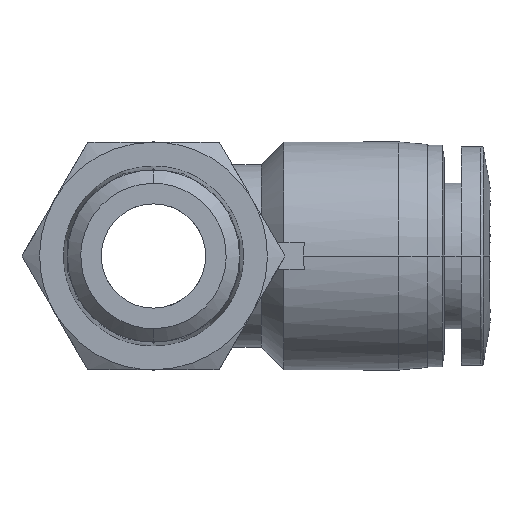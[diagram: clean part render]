
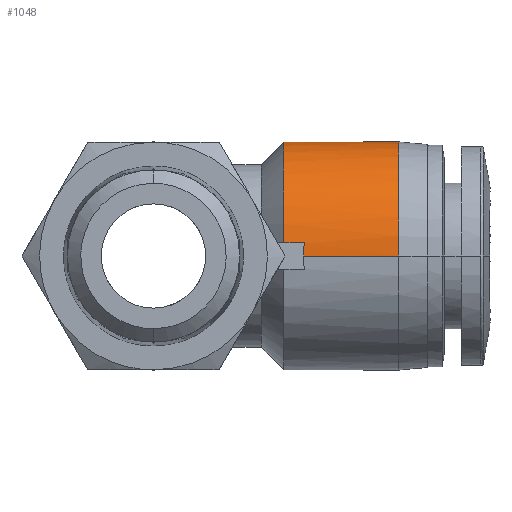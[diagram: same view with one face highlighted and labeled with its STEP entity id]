
A CAD part, front view. The second image highlights one B-rep face of the part: STEP entity #1048.
In plain terms, the highlighted cylindrical face has radius 8.75 mm (diameter 17.5 mm), a partial arc.
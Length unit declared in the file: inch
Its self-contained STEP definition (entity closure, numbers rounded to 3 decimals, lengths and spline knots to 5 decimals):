
#26 = CARTESIAN_POINT ( 'NONE',  ( 0.46486, 1.01152, 0.03937 ) ) ;
#27 = LINE ( 'NONE', #2413, #5274 ) ;
#111 = CARTESIAN_POINT ( 'NONE',  ( 0.3937, 0.32706, 0.03937 ) ) ;
#136 = CARTESIAN_POINT ( 'NONE',  ( 0.74016, 0.3248, 0. ) ) ;
#205 = EDGE_CURVE ( 'NONE', #5313, #706, #3553, .T. ) ;
#222 = AXIS2_PLACEMENT_3D ( 'NONE', #1844, #480, #8523 ) ;
#480 = DIRECTION ( 'NONE',  ( 1., 0., 0. ) ) ;
#706 = VERTEX_POINT ( 'NONE', #26 ) ;
#788 = CARTESIAN_POINT ( 'NONE',  ( 0.45501, 0.32706, 0.03937 ) ) ;
#853 = EDGE_CURVE ( 'NONE', #5231, #1995, #4362, .T. ) ;
#898 = CARTESIAN_POINT ( 'NONE',  ( 0.45275, 0.3248, 0. ) ) ;
#1048 = ADVANCED_FACE ( 'NONE', ( #5435 ), #7364, .T. ) ;
#1279 = CARTESIAN_POINT ( 'NONE',  ( 0.4535, 0.32555, 0.02625 ) ) ;
#1330 = LINE ( 'NONE', #1752, #2832 ) ;
#1354 = DIRECTION ( 'NONE',  ( -1., 0., 0. ) ) ;
#1601 = AXIS2_PLACEMENT_3D ( 'NONE', #6718, #2757, #7392 ) ;
#1640 = LINE ( 'NONE', #2396, #3174 ) ;
#1651 = AXIS2_PLACEMENT_3D ( 'NONE', #5275, #1354, #5935 ) ;
#1741 = DIRECTION ( 'NONE',  ( 1., 0., 0. ) ) ;
#1752 = CARTESIAN_POINT ( 'NONE',  ( 0.56693, 1.01378, 0. ) ) ;
#1844 = CARTESIAN_POINT ( 'NONE',  ( 0.56693, 0.66929, 0. ) ) ;
#1882 = VECTOR ( 'NONE', #1741, 39.37008 ) ;
#1995 = VERTEX_POINT ( 'NONE', #3897 ) ;
#2396 = CARTESIAN_POINT ( 'NONE',  ( 0.56693, 0.3248, 0. ) ) ;
#2405 = DIRECTION ( 'NONE',  ( 1., 0., 0. ) ) ;
#2413 = CARTESIAN_POINT ( 'NONE',  ( 0.56693, 1.01152, 0.03937 ) ) ;
#2545 = EDGE_LOOP ( 'NONE', ( #3135, #6063, #3081, #5307, #6898, #3752, #6774, #7993 ) ) ;
#2563 = EDGE_CURVE ( 'NONE', #5313, #5542, #1330, .T. ) ;
#2644 = CARTESIAN_POINT ( 'NONE',  ( 0.45275, 0.3248, 0.01312 ) ) ;
#2757 = DIRECTION ( 'NONE',  ( -1., 0., 0. ) ) ;
#2832 = VECTOR ( 'NONE', #2405, 39.37008 ) ;
#2841 = CIRCLE ( 'NONE', #1651, 0.34449 ) ;
#3081 = ORIENTED_EDGE ( 'NONE', *, *, #4513, .T. ) ;
#3135 = ORIENTED_EDGE ( 'NONE', *, *, #853, .F. ) ;
#3174 = VECTOR ( 'NONE', #3729, 39.37008 ) ;
#3553 = B_SPLINE_CURVE_WITH_KNOTS ( 'NONE', 3,
 ( #6565, #7624, #6615, #6535 ),
 .UNSPECIFIED., .F., .F.,
 ( 4, 4 ),
 ( 0.5, 1. ),
 .UNSPECIFIED. ) ;
#3632 = LINE ( 'NONE', #7656, #1882 ) ;
#3729 = DIRECTION ( 'NONE',  ( 1., 0., 0. ) ) ;
#3752 = ORIENTED_EDGE ( 'NONE', *, *, #6396, .T. ) ;
#3897 = CARTESIAN_POINT ( 'NONE',  ( 0.45501, 0.32706, 0.03937 ) ) ;
#4050 = EDGE_CURVE ( 'NONE', #5526, #1995, #3632, .T. ) ;
#4282 = VERTEX_POINT ( 'NONE', #6597 ) ;
#4362 = B_SPLINE_CURVE_WITH_KNOTS ( 'NONE', 3,
 ( #898, #2644, #1279, #788 ),
 .UNSPECIFIED., .F., .F.,
 ( 4, 4 ),
 ( 0.5, 1. ),
 .UNSPECIFIED. ) ;
#4513 = EDGE_CURVE ( 'NONE', #5534, #5542, #2841, .T. ) ;
#4725 = CARTESIAN_POINT ( 'NONE',  ( 0.74016, 1.01378, 0. ) ) ;
#5231 = VERTEX_POINT ( 'NONE', #6751 ) ;
#5274 = VECTOR ( 'NONE', #7030, 39.37008 ) ;
#5275 = CARTESIAN_POINT ( 'NONE',  ( 0.74016, 0.66929, 0. ) ) ;
#5307 = ORIENTED_EDGE ( 'NONE', *, *, #2563, .F. ) ;
#5313 = VERTEX_POINT ( 'NONE', #6783 ) ;
#5435 = FACE_OUTER_BOUND ( 'NONE', #2545, .T. ) ;
#5526 = VERTEX_POINT ( 'NONE', #111 ) ;
#5534 = VERTEX_POINT ( 'NONE', #136 ) ;
#5542 = VERTEX_POINT ( 'NONE', #4725 ) ;
#5552 = EDGE_CURVE ( 'NONE', #5526, #4282, #7913, .T. ) ;
#5935 = DIRECTION ( 'NONE',  ( 0., 1., 0. ) ) ;
#6063 = ORIENTED_EDGE ( 'NONE', *, *, #6874, .T. ) ;
#6396 = EDGE_CURVE ( 'NONE', #706, #4282, #27, .T. ) ;
#6535 = CARTESIAN_POINT ( 'NONE',  ( 0.46486, 1.01152, 0.03937 ) ) ;
#6565 = CARTESIAN_POINT ( 'NONE',  ( 0.46259, 1.01378, 0. ) ) ;
#6597 = CARTESIAN_POINT ( 'NONE',  ( 0.3937, 1.01152, 0.03937 ) ) ;
#6615 = CARTESIAN_POINT ( 'NONE',  ( 0.46335, 1.01303, 0.02629 ) ) ;
#6718 = CARTESIAN_POINT ( 'NONE',  ( 0.3937, 0.66929, 0. ) ) ;
#6751 = CARTESIAN_POINT ( 'NONE',  ( 0.45275, 0.3248, 0. ) ) ;
#6774 = ORIENTED_EDGE ( 'NONE', *, *, #5552, .F. ) ;
#6783 = CARTESIAN_POINT ( 'NONE',  ( 0.46259, 1.01378, 0. ) ) ;
#6874 = EDGE_CURVE ( 'NONE', #5231, #5534, #1640, .T. ) ;
#6898 = ORIENTED_EDGE ( 'NONE', *, *, #205, .T. ) ;
#7030 = DIRECTION ( 'NONE',  ( -1., 0., 0. ) ) ;
#7364 = CYLINDRICAL_SURFACE ( 'NONE', #222, 0.34449 ) ;
#7392 = DIRECTION ( 'NONE',  ( 0., 1., 0. ) ) ;
#7624 = CARTESIAN_POINT ( 'NONE',  ( 0.4626, 1.01378, 0.01314 ) ) ;
#7656 = CARTESIAN_POINT ( 'NONE',  ( 0.56693, 0.32706, 0.03937 ) ) ;
#7913 = CIRCLE ( 'NONE', #1601, 0.34449 ) ;
#7993 = ORIENTED_EDGE ( 'NONE', *, *, #4050, .T. ) ;
#8523 = DIRECTION ( 'NONE',  ( 0., 1., 0. ) ) ;
